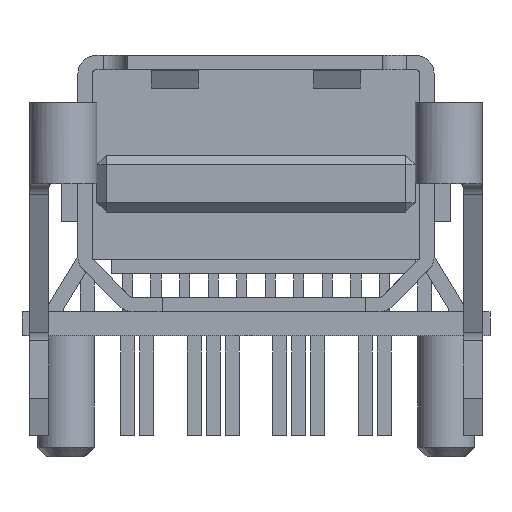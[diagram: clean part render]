
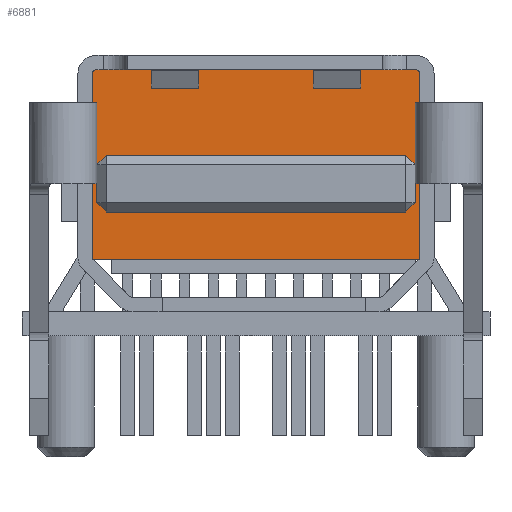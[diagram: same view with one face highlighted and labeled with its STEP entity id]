
A CAD part, front view. The second image highlights one B-rep face of the part: STEP entity #6881.
In plain terms, the highlighted planar face has unit normal (0, -1, 0).
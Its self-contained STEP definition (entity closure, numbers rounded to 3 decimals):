
#121 = CARTESIAN_POINT ( 'NONE',  ( -3.45, -0.465, 2.3 ) ) ;
#288 = VECTOR ( 'NONE', #2350, 1000. ) ;
#818 = ORIENTED_EDGE ( 'NONE', *, *, #4232, .F. ) ;
#833 = LINE ( 'NONE', #18418, #10291 ) ;
#838 = ORIENTED_EDGE ( 'NONE', *, *, #3868, .F. ) ;
#867 = AXIS2_PLACEMENT_3D ( 'NONE', #6190, #33676, #20014 ) ;
#1805 = AXIS2_PLACEMENT_3D ( 'NONE', #15105, #9654, #23266 ) ;
#1828 = CARTESIAN_POINT ( 'NONE',  ( 2.813, -0.465, -0.937 ) ) ;
#2070 = CARTESIAN_POINT ( 'NONE',  ( 3.45, -0.465, -1.534 ) ) ;
#2350 = DIRECTION ( 'NONE',  ( 0., 0., -1. ) ) ;
#3061 = CARTESIAN_POINT ( 'NONE',  ( -3.35, -0.465, -0.4 ) ) ;
#3868 = EDGE_CURVE ( 'NONE', #29619, #19033, #833, .T. ) ;
#4043 = CIRCLE ( 'NONE', #29031, 0.1 ) ;
#4188 = EDGE_CURVE ( 'NONE', #7941, #30021, #4732, .T. ) ;
#4232 = EDGE_CURVE ( 'NONE', #35197, #28855, #18266, .T. ) ;
#4340 = ORIENTED_EDGE ( 'NONE', *, *, #4188, .T. ) ;
#4548 = DIRECTION ( 'NONE',  ( 0., 1., 0. ) ) ;
#4732 = LINE ( 'NONE', #1828, #31118 ) ;
#4763 = ORIENTED_EDGE ( 'NONE', *, *, #10870, .F. ) ;
#4988 = CIRCLE ( 'NONE', #16039, 0.1 ) ;
#5367 = ORIENTED_EDGE ( 'NONE', *, *, #29857, .F. ) ;
#5490 = VECTOR ( 'NONE', #27066, 1000. ) ;
#5607 = ORIENTED_EDGE ( 'NONE', *, *, #20114, .F. ) ;
#5720 = ORIENTED_EDGE ( 'NONE', *, *, #25122, .T. ) ;
#6068 = CARTESIAN_POINT ( 'NONE',  ( 3.425, -0.465, -1.6 ) ) ;
#6190 = CARTESIAN_POINT ( 'NONE',  ( -3.35, -0.465, 2.3 ) ) ;
#6216 = DIRECTION ( 'NONE',  ( 0., 1., 0. ) ) ;
#6520 = CARTESIAN_POINT ( 'NONE',  ( 4.413, -0.465, -0.663 ) ) ;
#6881 = ADVANCED_FACE ( 'NONE', ( #17631, #9312 ), #26370, .F. ) ;
#6945 = DIRECTION ( 'NONE',  ( 0., 1., 0. ) ) ;
#7941 = VERTEX_POINT ( 'NONE', #16506 ) ;
#8022 = DIRECTION ( 'NONE',  ( 0.707, 0., 0.707 ) ) ;
#8421 = CIRCLE ( 'NONE', #867, 0.1 ) ;
#8535 = ORIENTED_EDGE ( 'NONE', *, *, #33657, .F. ) ;
#8693 = CARTESIAN_POINT ( 'NONE',  ( 3.45, -0.465, 2.3 ) ) ;
#8784 = DIRECTION ( 'NONE',  ( 0., 0., 1. ) ) ;
#9043 = ORIENTED_EDGE ( 'NONE', *, *, #23889, .T. ) ;
#9312 = FACE_BOUND ( 'NONE', #23586, .T. ) ;
#9654 = DIRECTION ( 'NONE',  ( 0., 1., 0. ) ) ;
#9816 = ORIENTED_EDGE ( 'NONE', *, *, #18629, .T. ) ;
#10291 = VECTOR ( 'NONE', #24254, 1000. ) ;
#10870 = EDGE_CURVE ( 'NONE', #19033, #29357, #4043, .T. ) ;
#11337 = CARTESIAN_POINT ( 'NONE',  ( 3.35, -0.465, 2.4 ) ) ;
#11560 = ORIENTED_EDGE ( 'NONE', *, *, #22370, .F. ) ;
#12077 = DIRECTION ( 'NONE',  ( -1., 0., 0. ) ) ;
#12607 = VERTEX_POINT ( 'NONE', #33714 ) ;
#12612 = DIRECTION ( 'NONE',  ( -0.707, 0., 0.707 ) ) ;
#13083 = ORIENTED_EDGE ( 'NONE', *, *, #34709, .F. ) ;
#13479 = LINE ( 'NONE', #19653, #17349 ) ;
#13487 = EDGE_CURVE ( 'NONE', #29357, #18057, #26882, .T. ) ;
#14224 = VECTOR ( 'NONE', #12612, 1000. ) ;
#14284 = CARTESIAN_POINT ( 'NONE',  ( 3.15, -0.465, 0.6 ) ) ;
#14706 = VERTEX_POINT ( 'NONE', #24407 ) ;
#15105 = CARTESIAN_POINT ( 'NONE',  ( 3.475, -0.465, -1.6 ) ) ;
#15153 = CARTESIAN_POINT ( 'NONE',  ( -3.35, -0.465, -0.6 ) ) ;
#15470 = VERTEX_POINT ( 'NONE', #2070 ) ;
#15816 = DIRECTION ( 'NONE',  ( -0.707, 0., -0.707 ) ) ;
#16039 = AXIS2_PLACEMENT_3D ( 'NONE', #18531, #4548, #21448 ) ;
#16415 = VECTOR ( 'NONE', #19761, 1000. ) ;
#16506 = CARTESIAN_POINT ( 'NONE',  ( 3.35, -0.465, -0.4 ) ) ;
#17113 = DIRECTION ( 'NONE',  ( -1., 0., 0. ) ) ;
#17300 = DIRECTION ( 'NONE',  ( 0., 0., 1. ) ) ;
#17349 = VECTOR ( 'NONE', #8022, 1000. ) ;
#17631 = FACE_OUTER_BOUND ( 'NONE', #28645, .T. ) ;
#17688 = LINE ( 'NONE', #15153, #34430 ) ;
#18057 = VERTEX_POINT ( 'NONE', #22430 ) ;
#18266 = CIRCLE ( 'NONE', #34011, 0.1 ) ;
#18418 = CARTESIAN_POINT ( 'NONE',  ( 3.475, -0.465, -1.6 ) ) ;
#18531 = CARTESIAN_POINT ( 'NONE',  ( 3.35, -0.465, -1.534 ) ) ;
#18629 = EDGE_CURVE ( 'NONE', #14706, #21670, #13479, .T. ) ;
#18901 = CARTESIAN_POINT ( 'NONE',  ( -3.35, -0.465, 0.6 ) ) ;
#18971 = CARTESIAN_POINT ( 'NONE',  ( -3.15, -0.465, -0.6 ) ) ;
#19033 = VERTEX_POINT ( 'NONE', #28654 ) ;
#19467 = VERTEX_POINT ( 'NONE', #22748 ) ;
#19653 = CARTESIAN_POINT ( 'NONE',  ( -0.937, -0.465, 2.813 ) ) ;
#19761 = DIRECTION ( 'NONE',  ( 0., 0., -1. ) ) ;
#20014 = DIRECTION ( 'NONE',  ( 0., 0., 1. ) ) ;
#20038 = CARTESIAN_POINT ( 'NONE',  ( -3.35, -0.465, -1.534 ) ) ;
#20114 = EDGE_CURVE ( 'NONE', #29571, #30021, #17688, .T. ) ;
#20528 = CARTESIAN_POINT ( 'NONE',  ( -3.15, -0.465, 0.6 ) ) ;
#20776 = LINE ( 'NONE', #26435, #21962 ) ;
#21125 = ORIENTED_EDGE ( 'NONE', *, *, #23612, .T. ) ;
#21448 = DIRECTION ( 'NONE',  ( 0., 0., 1. ) ) ;
#21484 = CARTESIAN_POINT ( 'NONE',  ( 0.663, -0.465, -4.413 ) ) ;
#21670 = VERTEX_POINT ( 'NONE', #20528 ) ;
#21931 = ORIENTED_EDGE ( 'NONE', *, *, #33402, .F. ) ;
#21962 = VECTOR ( 'NONE', #12077, 1000. ) ;
#22370 = EDGE_CURVE ( 'NONE', #14706, #35652, #32744, .T. ) ;
#22430 = CARTESIAN_POINT ( 'NONE',  ( -3.45, -0.465, 2.3 ) ) ;
#22584 = CARTESIAN_POINT ( 'NONE',  ( 3.475, -0.465, 2.4 ) ) ;
#22748 = CARTESIAN_POINT ( 'NONE',  ( -3.35, -0.465, 2.4 ) ) ;
#22863 = VECTOR ( 'NONE', #17113, 1000. ) ;
#23266 = DIRECTION ( 'NONE',  ( 0., 0., 1. ) ) ;
#23586 = EDGE_LOOP ( 'NONE', ( #21931, #4340, #5607, #21125, #11560, #9816, #5367, #5720 ) ) ;
#23612 = EDGE_CURVE ( 'NONE', #29571, #35652, #27134, .T. ) ;
#23682 = DIRECTION ( 'NONE',  ( 1., 0., 0. ) ) ;
#23766 = CARTESIAN_POINT ( 'NONE',  ( 3.35, -0.465, 0.6 ) ) ;
#23889 = EDGE_CURVE ( 'NONE', #35197, #19467, #31486, .T. ) ;
#23942 = CARTESIAN_POINT ( 'NONE',  ( 3.15, -0.465, -0.6 ) ) ;
#24022 = CARTESIAN_POINT ( 'NONE',  ( 3.35, -0.465, 2.3 ) ) ;
#24254 = DIRECTION ( 'NONE',  ( -1., 0., 0. ) ) ;
#24407 = CARTESIAN_POINT ( 'NONE',  ( -3.35, -0.465, 0.4 ) ) ;
#25122 = EDGE_CURVE ( 'NONE', #25755, #12607, #28161, .T. ) ;
#25755 = VERTEX_POINT ( 'NONE', #14284 ) ;
#25803 = EDGE_CURVE ( 'NONE', #15470, #29619, #4988, .T. ) ;
#26150 = ORIENTED_EDGE ( 'NONE', *, *, #13487, .F. ) ;
#26179 = LINE ( 'NONE', #23766, #28625 ) ;
#26370 = PLANE ( 'NONE',  #1805 ) ;
#26435 = CARTESIAN_POINT ( 'NONE',  ( -3.35, -0.465, 0.6 ) ) ;
#26882 = LINE ( 'NONE', #121, #5490 ) ;
#27066 = DIRECTION ( 'NONE',  ( 0., 0., 1. ) ) ;
#27134 = LINE ( 'NONE', #21484, #14224 ) ;
#28161 = LINE ( 'NONE', #6520, #32229 ) ;
#28625 = VECTOR ( 'NONE', #8784, 1000. ) ;
#28645 = EDGE_LOOP ( 'NONE', ( #818, #9043, #13083, #26150, #4763, #838, #32692, #8535 ) ) ;
#28654 = CARTESIAN_POINT ( 'NONE',  ( -3.425, -0.465, -1.6 ) ) ;
#28855 = VERTEX_POINT ( 'NONE', #29979 ) ;
#28879 = CARTESIAN_POINT ( 'NONE',  ( -3.45, -0.465, -1.534 ) ) ;
#29031 = AXIS2_PLACEMENT_3D ( 'NONE', #20038, #6216, #17300 ) ;
#29357 = VERTEX_POINT ( 'NONE', #28879 ) ;
#29571 = VERTEX_POINT ( 'NONE', #18971 ) ;
#29619 = VERTEX_POINT ( 'NONE', #6068 ) ;
#29857 = EDGE_CURVE ( 'NONE', #25755, #21670, #20776, .T. ) ;
#29979 = CARTESIAN_POINT ( 'NONE',  ( 3.45, -0.465, 2.3 ) ) ;
#30021 = VERTEX_POINT ( 'NONE', #23942 ) ;
#31118 = VECTOR ( 'NONE', #15816, 1000. ) ;
#31486 = LINE ( 'NONE', #22584, #22863 ) ;
#31880 = DIRECTION ( 'NONE',  ( 0., 0., 1. ) ) ;
#32229 = VECTOR ( 'NONE', #34201, 1000. ) ;
#32692 = ORIENTED_EDGE ( 'NONE', *, *, #25803, .F. ) ;
#32744 = LINE ( 'NONE', #18901, #288 ) ;
#33402 = EDGE_CURVE ( 'NONE', #7941, #12607, #26179, .T. ) ;
#33604 = LINE ( 'NONE', #8693, #16415 ) ;
#33657 = EDGE_CURVE ( 'NONE', #28855, #15470, #33604, .T. ) ;
#33676 = DIRECTION ( 'NONE',  ( 0., 1., 0. ) ) ;
#33714 = CARTESIAN_POINT ( 'NONE',  ( 3.35, -0.465, 0.4 ) ) ;
#34011 = AXIS2_PLACEMENT_3D ( 'NONE', #24022, #6945, #31880 ) ;
#34201 = DIRECTION ( 'NONE',  ( 0.707, 0., -0.707 ) ) ;
#34430 = VECTOR ( 'NONE', #23682, 1000. ) ;
#34709 = EDGE_CURVE ( 'NONE', #18057, #19467, #8421, .T. ) ;
#35197 = VERTEX_POINT ( 'NONE', #11337 ) ;
#35652 = VERTEX_POINT ( 'NONE', #3061 ) ;
